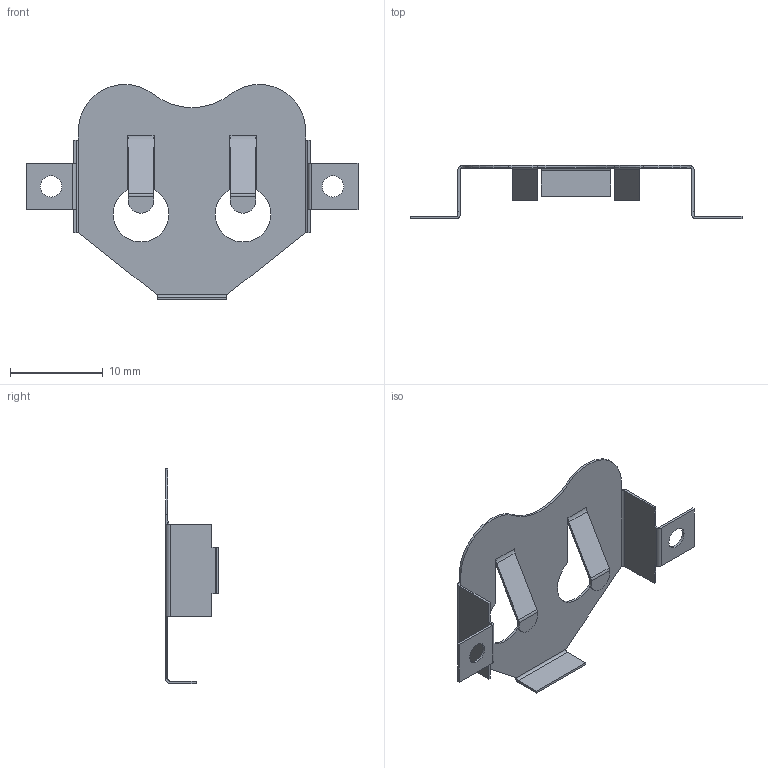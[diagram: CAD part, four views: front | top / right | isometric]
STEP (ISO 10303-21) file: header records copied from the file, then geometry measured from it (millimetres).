
FILE_DESCRIPTION (( 'STEP AP214' ), '1' );
FILE_NAME ('BAT-HLD-006-SMT.STEP', '2024-10-01T04:40:48', ( '' ), ( '' ), 'SwSTEP 2.0', 'SolidWorks 2024', '' );
FILE_SCHEMA (( 'AUTOMOTIVE_DESIGN' ));
Length unit declared in the file: millimetre
Products named in the file (1): BAT-HLD-006-SMT
Bounding box: 35.8 x 5.7 x 23.2 mm (x, y, z)
Volume: 151.7 mm3; surface area: 1277 mm2
Topology: 1 solids, 1 shells, 99 faces, 276 edges, 180 vertices
Faces by surface type: plane 62, cylinder 37
Entity records: 3311 total; most frequent: CARTESIAN_POINT 676, ORIENTED_EDGE 552, DIRECTION 542, EDGE_CURVE 276, VECTOR 194, LINE 194, VERTEX_POINT 180, AXIS2_PLACEMENT_3D 174
